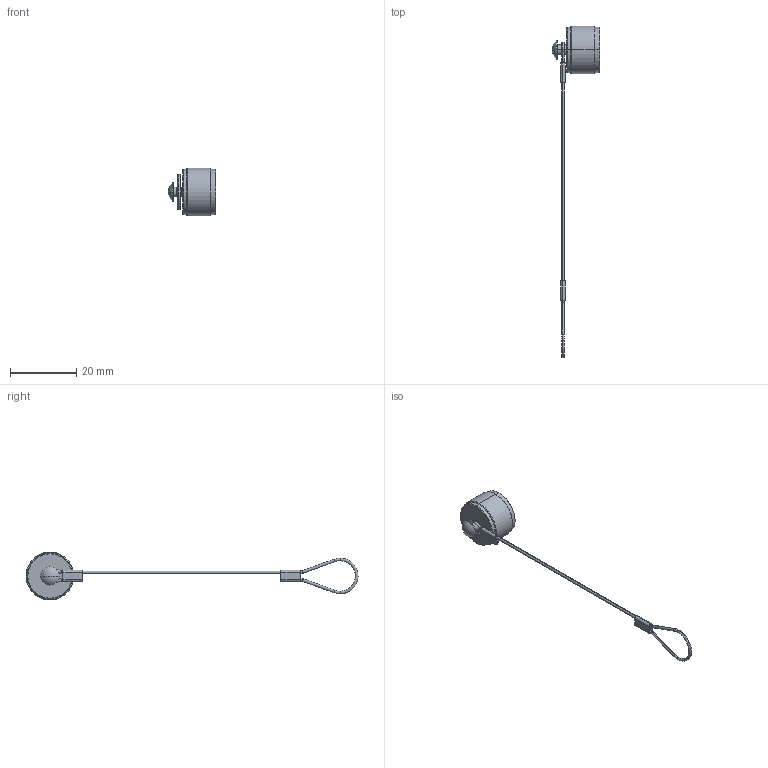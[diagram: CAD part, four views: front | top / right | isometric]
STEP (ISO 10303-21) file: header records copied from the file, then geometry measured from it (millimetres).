
FILE_DESCRIPTION (( 'STEP AP203' ), '1' );
FILE_NAME ('55-00152.STEP', '2020-11-11T19:42:18', ( '' ), ( '' ), 'SwSTEP 2.0', 'SolidWorks 2015', '' );
FILE_SCHEMA (( 'CONFIG_CONTROL_DESIGN' ));
Length unit declared in the file: millimetre
Products named in the file (5): 55-00152-02; 55-00152-04___; 55-00152-01___; 55-00152; 55-00152-03
Assembly tree (5 placements, depth 2):
  55-00152
    55-00152-01___
    55-00152-02  x2
    55-00152-03
    55-00152-04___
Bounding box: 14.5 x 100.59 x 14.5 mm (x, y, z)
Volume: 980 mm3; surface area: 1850.6 mm2
Topology: 5 solids, 5 shells, 101 faces, 212 edges, 125 vertices
Faces by surface type: cylinder 42, torus 24, plane 21, cone 12, sphere 2
Entity records: 2909 total; most frequent: DIRECTION 498, CARTESIAN_POINT 384, ORIENTED_EDGE 364, AXIS2_PLACEMENT_3D 219, EDGE_CURVE 182, CIRCLE 122, VERTEX_POINT 105, EDGE_LOOP 97
